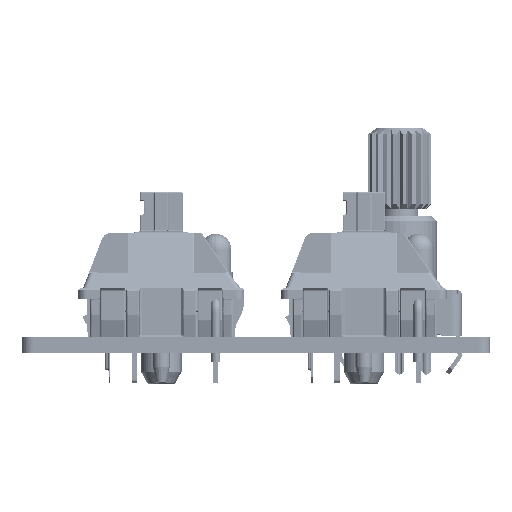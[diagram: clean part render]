
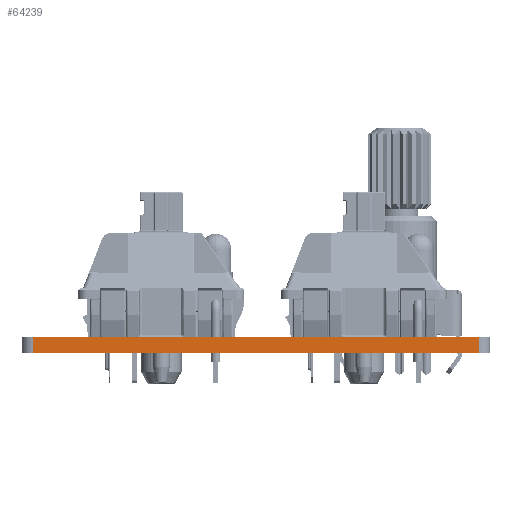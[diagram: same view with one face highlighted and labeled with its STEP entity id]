
A CAD part, left-side view. The second image highlights one B-rep face of the part: STEP entity #64239.
In plain terms, the highlighted planar face has unit normal (-1, 0, 0).
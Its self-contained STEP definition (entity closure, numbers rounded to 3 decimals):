
#62452 = VERTEX_POINT('',#62453);
#62453 = CARTESIAN_POINT('',(24.,-31.,0.));
#62460 = EDGE_CURVE('',#62461,#62452,#62463,.T.);
#62461 = VERTEX_POINT('',#62462);
#62462 = CARTESIAN_POINT('',(24.,-73.,0.));
#62463 = LINE('',#62464,#62465);
#62464 = CARTESIAN_POINT('',(24.,-73.,0.));
#62465 = VECTOR('',#62466,1.);
#62466 = DIRECTION('',(0.,1.,0.));
#63332 = VERTEX_POINT('',#63333);
#63333 = CARTESIAN_POINT('',(24.,-31.,1.51));
#63340 = EDGE_CURVE('',#63341,#63332,#63343,.T.);
#63341 = VERTEX_POINT('',#63342);
#63342 = CARTESIAN_POINT('',(24.,-73.,1.51));
#63343 = LINE('',#63344,#63345);
#63344 = CARTESIAN_POINT('',(24.,-73.,1.51));
#63345 = VECTOR('',#63346,1.);
#63346 = DIRECTION('',(0.,1.,0.));
#64209 = EDGE_CURVE('',#62452,#63332,#64210,.T.);
#64210 = LINE('',#64211,#64212);
#64211 = CARTESIAN_POINT('',(24.,-31.,0.));
#64212 = VECTOR('',#64213,1.);
#64213 = DIRECTION('',(0.,0.,1.));
#64239 = ADVANCED_FACE('',(#64240),#64251,.T.);
#64240 = FACE_BOUND('',#64241,.T.);
#64241 = EDGE_LOOP('',(#64242,#64248,#64249,#64250));
#64242 = ORIENTED_EDGE('',*,*,#64243,.T.);
#64243 = EDGE_CURVE('',#62461,#63341,#64244,.T.);
#64244 = LINE('',#64245,#64246);
#64245 = CARTESIAN_POINT('',(24.,-73.,0.));
#64246 = VECTOR('',#64247,1.);
#64247 = DIRECTION('',(0.,0.,1.));
#64248 = ORIENTED_EDGE('',*,*,#63340,.T.);
#64249 = ORIENTED_EDGE('',*,*,#64209,.F.);
#64250 = ORIENTED_EDGE('',*,*,#62460,.F.);
#64251 = PLANE('',#64252);
#64252 = AXIS2_PLACEMENT_3D('',#64253,#64254,#64255);
#64253 = CARTESIAN_POINT('',(24.,-73.,0.));
#64254 = DIRECTION('',(-1.,0.,0.));
#64255 = DIRECTION('',(0.,1.,0.));
